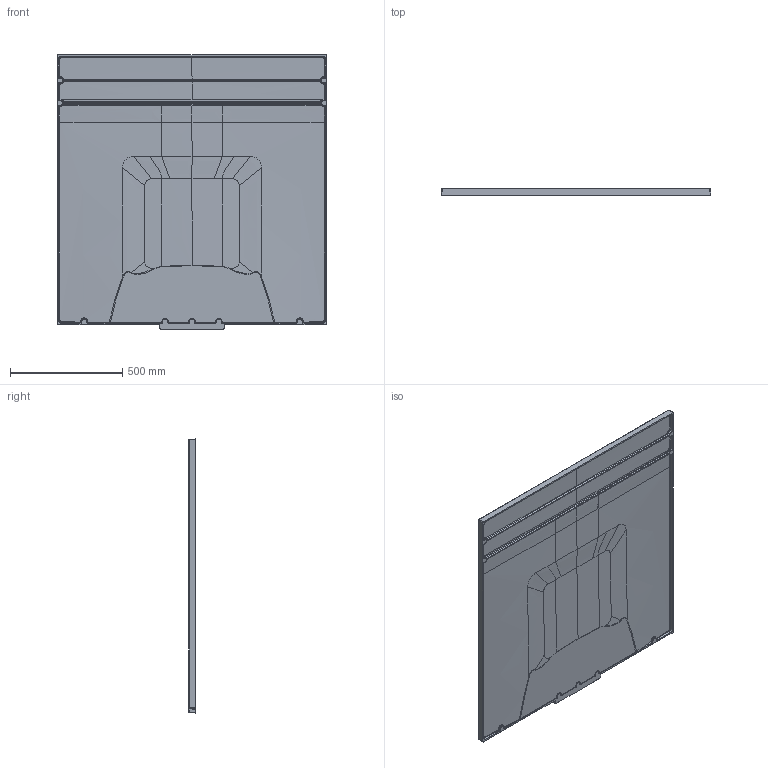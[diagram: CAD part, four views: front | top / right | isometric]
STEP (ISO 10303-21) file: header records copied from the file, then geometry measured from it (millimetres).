
FILE_DESCRIPTION((''),'2;1');
FILE_NAME('V3P2111-002','2022-04-01T11:36:19',('hegemanc'),('Villeroy & Boch Wellness bv'),'CREO PARAMETRIC BY PTC INC, 2020454','CREO PARAMETRIC BY PTC INC, 2020454','');
FILE_SCHEMA(('CONFIG_CONTROL_DESIGN'));
Products named in the file (1): V3P2111-002
Bounding box: 1200 x 30.23 x 1220 mm (x, y, z)
Volume: 24291727.2 mm3; surface area: 6203493.2 mm2
Topology: 1 solids, 2 shells, 692 faces, 1584 edges, 902 vertices
Faces by surface type: bspline 436, cylinder 94, plane 62, sphere 48, torus 32, cone 20
Entity records: 47349 total; most frequent: CARTESIAN_POINT 34870, ORIENTED_EDGE 3168, DIRECTION 1756, EDGE_CURVE 1584, VERTEX_POINT 902, B_SPLINE_CURVE_WITH_KNOTS 852, AXIS2_PLACEMENT_3D 767, EDGE_LOOP 698
